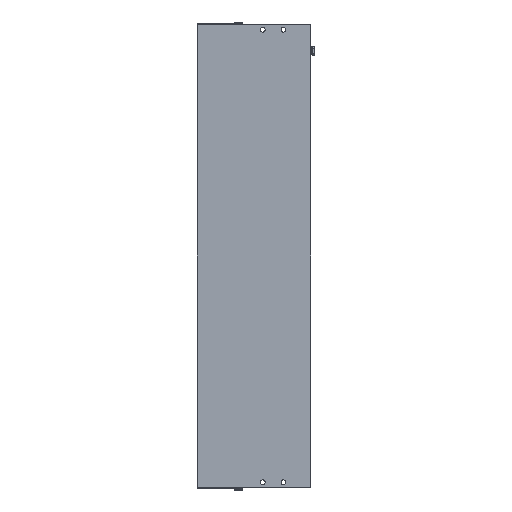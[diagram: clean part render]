
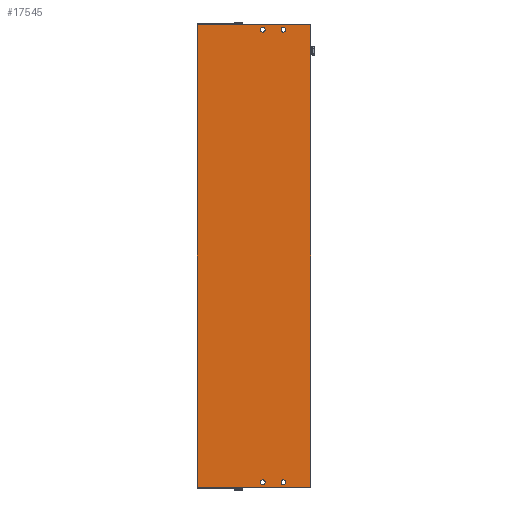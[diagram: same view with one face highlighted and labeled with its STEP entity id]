
A CAD part, front view. The second image highlights one B-rep face of the part: STEP entity #17545.
In plain terms, the highlighted planar face has unit normal (0, -1, 0).
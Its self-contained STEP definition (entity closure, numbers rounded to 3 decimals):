
#1441=CIRCLE('',#19661,2.25);
#1442=CIRCLE('',#19662,2.25);
#1443=CIRCLE('',#19663,2.25);
#1444=CIRCLE('',#19664,2.25);
#2926=ORIENTED_EDGE('',*,*,#7073,.T.);
#2927=ORIENTED_EDGE('',*,*,#7074,.T.);
#2928=ORIENTED_EDGE('',*,*,#7075,.T.);
#2929=ORIENTED_EDGE('',*,*,#7076,.T.);
#2930=ORIENTED_EDGE('',*,*,#7077,.T.);
#2931=ORIENTED_EDGE('',*,*,#7078,.F.);
#2932=ORIENTED_EDGE('',*,*,#7050,.F.);
#2933=ORIENTED_EDGE('',*,*,#6439,.T.);
#6439=EDGE_CURVE('',#8518,#8517,#10322,.T.);
#7050=EDGE_CURVE('',#8518,#9114,#10491,.T.);
#7073=EDGE_CURVE('',#9145,#9145,#1441,.T.);
#7074=EDGE_CURVE('',#9146,#9146,#1442,.T.);
#7075=EDGE_CURVE('',#9147,#9147,#1443,.T.);
#7076=EDGE_CURVE('',#9148,#9148,#1444,.T.);
#7077=EDGE_CURVE('',#8517,#9149,#10504,.T.);
#7078=EDGE_CURVE('',#9114,#9149,#10505,.T.);
#8517=VERTEX_POINT('',#27881);
#8518=VERTEX_POINT('',#27883);
#9114=VERTEX_POINT('',#29079);
#9145=VERTEX_POINT('',#29175);
#9146=VERTEX_POINT('',#29177);
#9147=VERTEX_POINT('',#29179);
#9148=VERTEX_POINT('',#29181);
#9149=VERTEX_POINT('',#29183);
#10322=LINE('',#27882,#11029);
#10491=LINE('',#29104,#11198);
#10504=LINE('',#29182,#11211);
#10505=LINE('',#29184,#11212);
#11029=VECTOR('',#21863,1000.);
#11198=VECTOR('',#22920,1000.);
#11211=VECTOR('',#22967,1000.);
#11212=VECTOR('',#22968,1000.);
#12168=EDGE_LOOP('',(#2926));
#12169=EDGE_LOOP('',(#2927));
#12170=EDGE_LOOP('',(#2928));
#12171=EDGE_LOOP('',(#2929));
#12172=EDGE_LOOP('',(#2930,#2931,#2932,#2933));
#14767=FACE_BOUND('',#12168,.T.);
#14768=FACE_BOUND('',#12169,.T.);
#14769=FACE_BOUND('',#12170,.T.);
#14770=FACE_BOUND('',#12171,.T.);
#14771=FACE_BOUND('',#12172,.T.);
#16990=PLANE('',#19660);
#17545=ADVANCED_FACE('',(#14767,#14768,#14769,#14770,#14771),#16990,.F.);
#19660=AXIS2_PLACEMENT_3D('',#29173,#22957,#22958);
#19661=AXIS2_PLACEMENT_3D('',#29174,#22959,#22960);
#19662=AXIS2_PLACEMENT_3D('',#29176,#22961,#22962);
#19663=AXIS2_PLACEMENT_3D('',#29178,#22963,#22964);
#19664=AXIS2_PLACEMENT_3D('',#29180,#22965,#22966);
#21863=DIRECTION('',(0.,0.,-1.));
#22920=DIRECTION('',(1.,0.,0.));
#22957=DIRECTION('',(0.,1.,0.));
#22958=DIRECTION('',(0.,0.,1.));
#22959=DIRECTION('',(0.,1.,0.));
#22960=DIRECTION('',(0.,0.,1.));
#22961=DIRECTION('',(0.,1.,0.));
#22962=DIRECTION('',(0.,0.,1.));
#22963=DIRECTION('',(0.,1.,0.));
#22964=DIRECTION('',(0.,0.,1.));
#22965=DIRECTION('',(0.,1.,0.));
#22966=DIRECTION('',(0.,0.,1.));
#22967=DIRECTION('',(1.,0.,0.));
#22968=DIRECTION('',(0.,0.,-1.));
#27881=CARTESIAN_POINT('',(0.,-33.8,0.));
#27882=CARTESIAN_POINT('',(0.,-33.8,448.));
#27883=CARTESIAN_POINT('',(0.,-33.8,448.));
#29079=CARTESIAN_POINT('',(110.,-33.8,448.));
#29104=CARTESIAN_POINT('',(0.,-33.8,448.));
#29173=CARTESIAN_POINT('',(0.,-33.8,448.));
#29174=CARTESIAN_POINT('',(46.5,-33.8,5.));
#29175=CARTESIAN_POINT('',(46.5,-33.8,7.25));
#29176=CARTESIAN_POINT('',(26.5,-33.8,443.));
#29177=CARTESIAN_POINT('',(26.5,-33.8,445.25));
#29178=CARTESIAN_POINT('',(46.5,-33.8,443.));
#29179=CARTESIAN_POINT('',(46.5,-33.8,445.25));
#29180=CARTESIAN_POINT('',(26.5,-33.8,5.));
#29181=CARTESIAN_POINT('',(26.5,-33.8,7.25));
#29182=CARTESIAN_POINT('',(0.,-33.8,0.));
#29183=CARTESIAN_POINT('',(110.,-33.8,0.));
#29184=CARTESIAN_POINT('',(110.,-33.8,448.));
